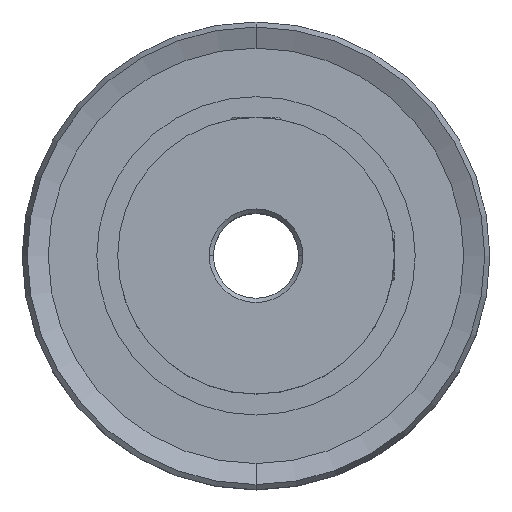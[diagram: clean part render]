
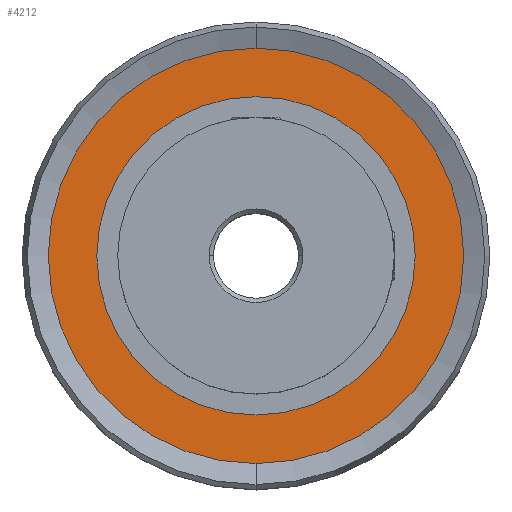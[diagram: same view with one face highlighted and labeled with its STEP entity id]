
A CAD part, top view. The second image highlights one B-rep face of the part: STEP entity #4212.
In plain terms, the highlighted planar face has unit normal (0, 0, 1).
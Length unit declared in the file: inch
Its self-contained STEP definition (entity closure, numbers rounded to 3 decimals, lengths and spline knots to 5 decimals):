
#1630=CARTESIAN_POINT('',(0.,0.,0.25));
#1631=DIRECTION('',(0.,0.,1.));
#1632=DIRECTION('',(0.,1.,0.));
#1633=AXIS2_PLACEMENT_3D('',#1630,#1631,#1632);
#1635=CARTESIAN_POINT('',(0.,0.,0.25));
#1636=DIRECTION('',(0.,0.,-1.));
#1637=DIRECTION('',(0.,1.,0.));
#1638=AXIS2_PLACEMENT_3D('',#1635,#1636,#1637);
#1640=CARTESIAN_POINT('',(0.,0.,0.25));
#1641=DIRECTION('',(0.,0.,-1.));
#1642=DIRECTION('',(0.,1.,0.));
#1643=AXIS2_PLACEMENT_3D('',#1640,#1641,#1642);
#1645=CARTESIAN_POINT('',(0.,0.,0.25));
#1646=DIRECTION('',(0.,0.,-1.));
#1647=DIRECTION('',(0.,-1.,0.));
#1648=AXIS2_PLACEMENT_3D('',#1645,#1646,#1647);
#2552=CARTESIAN_POINT('',(0.,0.468,0.25));
#2553=VERTEX_POINT('',#2552);
#2554=CARTESIAN_POINT('',(0.,-0.468,0.25));
#2555=VERTEX_POINT('',#2554);
#3144=CARTESIAN_POINT('',(0.,0.61064,0.25));
#3145=VERTEX_POINT('',#3144);
#3148=CARTESIAN_POINT('',(0.,-0.61064,0.25));
#3149=VERTEX_POINT('',#3148);
#4197=CARTESIAN_POINT('',(0.,0.,0.25));
#4198=DIRECTION('',(0.,0.,-1.));
#4199=DIRECTION('',(0.,-1.,0.));
#4200=AXIS2_PLACEMENT_3D('',#4197,#4198,#4199);
#4201=PLANE('',#4200);
#4202=ORIENTED_EDGE('',*,*,#4190,.F.);
#4203=ORIENTED_EDGE('',*,*,#4179,.T.);
#4204=EDGE_LOOP('',(#4202,#4203));
#4205=FACE_OUTER_BOUND('',#4204,.F.);
#4207=ORIENTED_EDGE('',*,*,#4206,.F.);
#4209=ORIENTED_EDGE('',*,*,#4208,.F.);
#4210=EDGE_LOOP('',(#4207,#4209));
#4211=FACE_BOUND('',#4210,.F.);
#1634=CIRCLE('',#1633,0.61064);
#1639=CIRCLE('',#1638,0.61064);
#1644=CIRCLE('',#1643,0.468);
#1649=CIRCLE('',#1648,0.468);
#4179=EDGE_CURVE('',#3145,#3149,#1639,.T.);
#4190=EDGE_CURVE('',#3145,#3149,#1634,.T.);
#4206=EDGE_CURVE('',#2553,#2555,#1644,.T.);
#4208=EDGE_CURVE('',#2555,#2553,#1649,.T.);
#4212=ADVANCED_FACE('',(#4205,#4211),#4201,.F.);
